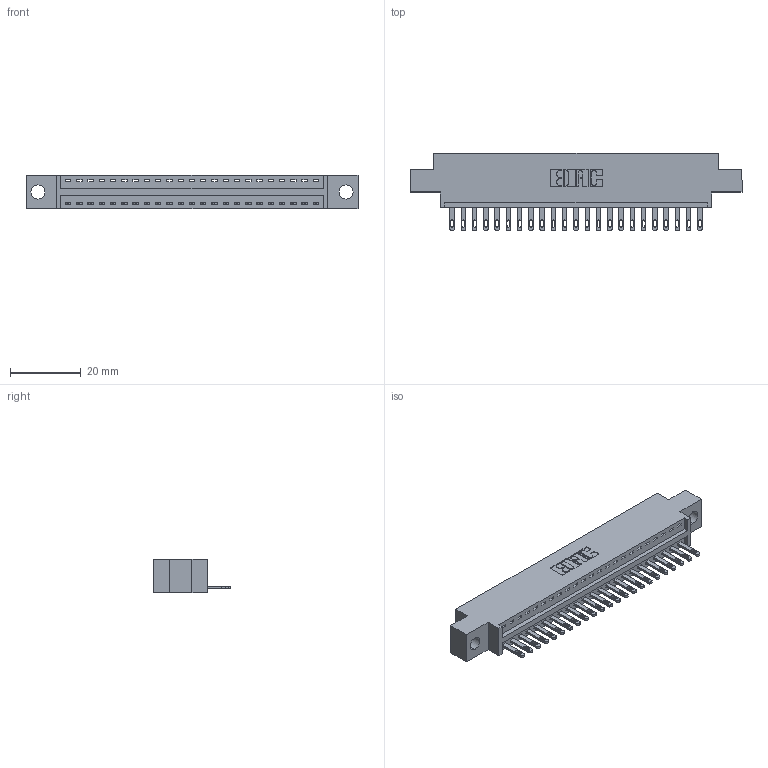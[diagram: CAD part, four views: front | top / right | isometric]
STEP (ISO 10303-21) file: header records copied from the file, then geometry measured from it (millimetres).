
FILE_DESCRIPTION (( 'STEP AP203' ), '1' );
FILE_NAME ('896-023-500-604.STEP', '2021-07-27T17:16:17', ( '' ), ( '' ), 'SwSTEP 2.0', 'SolidWorks 2020', '' );
FILE_SCHEMA (( 'CONFIG_CONTROL_DESIGN' ));
Length unit declared in the file: inch
Products named in the file (3): 896-023-500-604; 345-292-001_345-293-100; 846 Part_0.170 Offset - 0.156 Dia-TH
Assembly tree (24 placements, depth 2):
  896-023-500-604
    846 Part_0.170 Offset - 0.156 Dia-TH
    345-292-001_345-293-100  x23
Bounding box: 93.6 x 21.84 x 9.4 mm (x, y, z)
Volume: 8600.4 mm3; surface area: 10563.2 mm2
Topology: 24 solids, 24 shells, 1368 faces, 4205 edges, 2802 vertices
Faces by surface type: plane 862, cylinder 506
Entity records: 16897 total; most frequent: CARTESIAN_POINT 2909, ORIENTED_EDGE 2866, DIRECTION 2591, EDGE_CURVE 1433, LINE 1205, VECTOR 1205, VERTEX_POINT 954, AXIS2_PLACEMENT_3D 693
